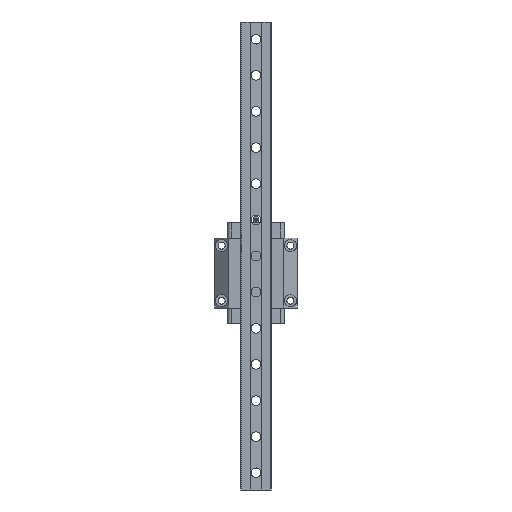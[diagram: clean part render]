
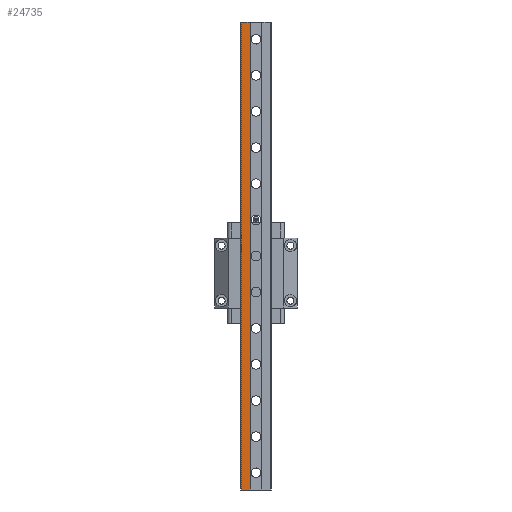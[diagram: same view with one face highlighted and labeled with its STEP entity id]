
A CAD part, front view. The second image highlights one B-rep face of the part: STEP entity #24735.
In plain terms, the highlighted planar face has unit normal (0, -1, 0).
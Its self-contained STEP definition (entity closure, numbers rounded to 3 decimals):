
#155 = EDGE_CURVE ( 'NONE', #17065, #2134, #20290, .T. ) ;
#200 = DIRECTION ( 'NONE',  ( 0., 0., 1. ) ) ;
#315 = CARTESIAN_POINT ( 'NONE',  ( -10.338, -17.91, 680. ) ) ;
#606 = VECTOR ( 'NONE', #6053, 1000. ) ;
#811 = VECTOR ( 'NONE', #11935, 1000. ) ;
#1175 = CARTESIAN_POINT ( 'NONE',  ( -23.038, -17.91, 680. ) ) ;
#2134 = VERTEX_POINT ( 'NONE', #315 ) ;
#2686 = VECTOR ( 'NONE', #200, 1000. ) ;
#3950 = ORIENTED_EDGE ( 'NONE', *, *, #29026, .T. ) ;
#4858 = CARTESIAN_POINT ( 'NONE',  ( -23.038, -17.91, 0. ) ) ;
#5032 = ORIENTED_EDGE ( 'NONE', *, *, #18813, .T. ) ;
#5342 = AXIS2_PLACEMENT_3D ( 'NONE', #27097, #17596, #15695 ) ;
#5982 = LINE ( 'NONE', #22159, #606 ) ;
#6053 = DIRECTION ( 'NONE',  ( 1., 0., 0. ) ) ;
#9256 = ORIENTED_EDGE ( 'NONE', *, *, #155, .T. ) ;
#9623 = EDGE_LOOP ( 'NONE', ( #9256, #13207, #5032, #3950 ) ) ;
#10862 = CARTESIAN_POINT ( 'NONE',  ( -1.938, -17.91, 0. ) ) ;
#11371 = EDGE_CURVE ( 'NONE', #16381, #2134, #5982, .T. ) ;
#11935 = DIRECTION ( 'NONE',  ( 0., 0., -1. ) ) ;
#13207 = ORIENTED_EDGE ( 'NONE', *, *, #11371, .F. ) ;
#15695 = DIRECTION ( 'NONE',  ( 0., 0., -1. ) ) ;
#16381 = VERTEX_POINT ( 'NONE', #1175 ) ;
#16419 = LINE ( 'NONE', #10862, #28585 ) ;
#16515 = CARTESIAN_POINT ( 'NONE',  ( -23.038, -17.91, 340. ) ) ;
#17065 = VERTEX_POINT ( 'NONE', #18120 ) ;
#17596 = DIRECTION ( 'NONE',  ( 0., -1., 0. ) ) ;
#18120 = CARTESIAN_POINT ( 'NONE',  ( -10.338, -17.91, 0. ) ) ;
#18813 = EDGE_CURVE ( 'NONE', #16381, #29607, #24539, .T. ) ;
#20290 = LINE ( 'NONE', #27694, #2686 ) ;
#22159 = CARTESIAN_POINT ( 'NONE',  ( -1.938, -17.91, 680. ) ) ;
#24539 = LINE ( 'NONE', #16515, #811 ) ;
#24735 = ADVANCED_FACE ( 'NONE', ( #24838 ), #24827, .T. ) ;
#24827 = PLANE ( 'NONE',  #5342 ) ;
#24838 = FACE_OUTER_BOUND ( 'NONE', #9623, .T. ) ;
#26863 = DIRECTION ( 'NONE',  ( 1., 0., 0. ) ) ;
#27097 = CARTESIAN_POINT ( 'NONE',  ( -23.038, -17.91, 680. ) ) ;
#27694 = CARTESIAN_POINT ( 'NONE',  ( -10.338, -17.91, 340. ) ) ;
#28585 = VECTOR ( 'NONE', #26863, 1000. ) ;
#29026 = EDGE_CURVE ( 'NONE', #29607, #17065, #16419, .T. ) ;
#29607 = VERTEX_POINT ( 'NONE', #4858 ) ;
